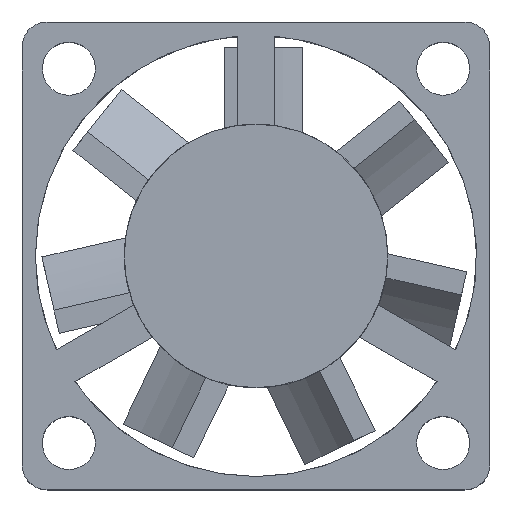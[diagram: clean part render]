
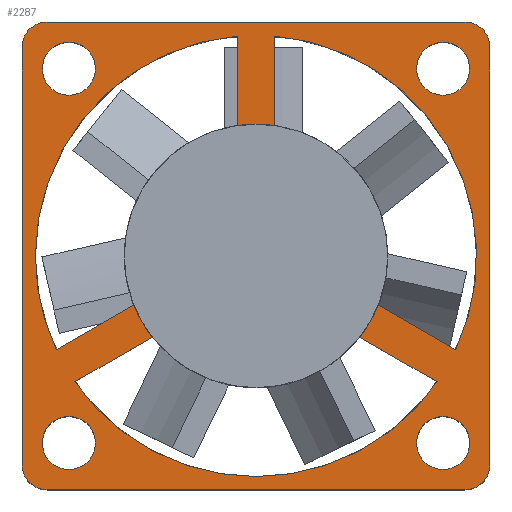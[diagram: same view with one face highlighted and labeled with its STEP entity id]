
A CAD part, top view. The second image highlights one B-rep face of the part: STEP entity #2287.
In plain terms, the highlighted planar face has unit normal (0, 0, 1).
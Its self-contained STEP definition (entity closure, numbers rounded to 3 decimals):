
#47=FACE_BOUND('',#354,.T.);
#48=FACE_BOUND('',#355,.T.);
#49=FACE_BOUND('',#356,.T.);
#50=FACE_BOUND('',#357,.T.);
#51=FACE_BOUND('',#358,.T.);
#109=PLANE('',#2544);
#225=FACE_OUTER_BOUND('',#353,.T.);
#353=EDGE_LOOP('',(#2051,#2052,#2053,#2054,#2055,#2056,#2057,#2058));
#354=EDGE_LOOP('',(#2059,#2060,#2061,#2062,#2063,#2064,#2065,#2066,#2067,
#2068,#2069,#2070,#2071));
#355=EDGE_LOOP('',(#2072));
#356=EDGE_LOOP('',(#2073));
#357=EDGE_LOOP('',(#2074));
#358=EDGE_LOOP('',(#2075));
#489=LINE('',#3831,#684);
#497=LINE('',#3848,#692);
#505=LINE('',#3865,#700);
#521=LINE('',#3903,#716);
#549=LINE('',#3999,#744);
#551=LINE('',#4002,#746);
#553=LINE('',#4005,#748);
#555=LINE('',#4008,#750);
#557=LINE('',#4011,#752);
#559=LINE('',#4014,#754);
#684=VECTOR('',#3006,1000.);
#692=VECTOR('',#3016,1000.);
#700=VECTOR('',#3026,1000.);
#716=VECTOR('',#3054,1000.);
#744=VECTOR('',#3166,1000.);
#746=VECTOR('',#3170,1000.);
#748=VECTOR('',#3174,1000.);
#750=VECTOR('',#3178,1000.);
#752=VECTOR('',#3182,1000.);
#754=VECTOR('',#3186,1000.);
#822=CIRCLE('',#2437,8.45);
#824=CIRCLE('',#2439,8.45);
#828=CIRCLE('',#2443,8.45);
#832=CIRCLE('',#2449,1.7);
#834=CIRCLE('',#2452,1.7);
#836=CIRCLE('',#2455,1.7);
#838=CIRCLE('',#2458,1.7);
#840=CIRCLE('',#2461,14.15);
#842=CIRCLE('',#2463,14.15);
#844=CIRCLE('',#2465,14.15);
#846=CIRCLE('',#2467,14.15);
#877=CIRCLE('',#2537,1.6);
#878=CIRCLE('',#2539,1.6);
#879=CIRCLE('',#2541,1.6);
#880=CIRCLE('',#2543,1.6);
#1003=VERTEX_POINT('',#3727);
#1004=VERTEX_POINT('',#3729);
#1007=VERTEX_POINT('',#3735);
#1008=VERTEX_POINT('',#3737);
#1013=VERTEX_POINT('',#3748);
#1014=VERTEX_POINT('',#3750);
#1018=VERTEX_POINT('',#3762);
#1020=VERTEX_POINT('',#3768);
#1022=VERTEX_POINT('',#3774);
#1024=VERTEX_POINT('',#3780);
#1026=VERTEX_POINT('',#3786);
#1027=VERTEX_POINT('',#3788);
#1030=VERTEX_POINT('',#3794);
#1031=VERTEX_POINT('',#3796);
#1034=VERTEX_POINT('',#3802);
#1035=VERTEX_POINT('',#3804);
#1038=VERTEX_POINT('',#3810);
#1045=VERTEX_POINT('',#3828);
#1046=VERTEX_POINT('',#3830);
#1053=VERTEX_POINT('',#3845);
#1054=VERTEX_POINT('',#3847);
#1061=VERTEX_POINT('',#3862);
#1062=VERTEX_POINT('',#3864);
#1077=VERTEX_POINT('',#3900);
#1078=VERTEX_POINT('',#3902);
#1287=EDGE_CURVE('',#1004,#1003,#822,.T.);
#1291=EDGE_CURVE('',#1008,#1007,#824,.T.);
#1298=EDGE_CURVE('',#1014,#1013,#828,.T.);
#1305=EDGE_CURVE('',#1018,#1018,#832,.T.);
#1308=EDGE_CURVE('',#1020,#1020,#834,.T.);
#1311=EDGE_CURVE('',#1022,#1022,#836,.T.);
#1314=EDGE_CURVE('',#1024,#1024,#838,.T.);
#1317=EDGE_CURVE('',#1027,#1026,#840,.T.);
#1321=EDGE_CURVE('',#1031,#1030,#842,.T.);
#1325=EDGE_CURVE('',#1035,#1034,#844,.T.);
#1329=EDGE_CURVE('',#1026,#1038,#846,.T.);
#1337=EDGE_CURVE('',#1046,#1045,#489,.T.);
#1345=EDGE_CURVE('',#1054,#1053,#497,.T.);
#1353=EDGE_CURVE('',#1062,#1061,#505,.T.);
#1371=EDGE_CURVE('',#1078,#1077,#521,.T.);
#1421=EDGE_CURVE('',#1031,#1007,#549,.T.);
#1423=EDGE_CURVE('',#1034,#1008,#551,.T.);
#1425=EDGE_CURVE('',#1027,#1003,#553,.T.);
#1427=EDGE_CURVE('',#1030,#1004,#555,.T.);
#1429=EDGE_CURVE('',#1035,#1013,#557,.T.);
#1431=EDGE_CURVE('',#1038,#1014,#559,.T.);
#1437=EDGE_CURVE('',#1061,#1054,#877,.T.);
#1438=EDGE_CURVE('',#1045,#1062,#878,.T.);
#1439=EDGE_CURVE('',#1077,#1046,#879,.T.);
#1440=EDGE_CURVE('',#1053,#1078,#880,.T.);
#2051=ORIENTED_EDGE('',*,*,#1345,.T.);
#2052=ORIENTED_EDGE('',*,*,#1440,.T.);
#2053=ORIENTED_EDGE('',*,*,#1371,.T.);
#2054=ORIENTED_EDGE('',*,*,#1439,.T.);
#2055=ORIENTED_EDGE('',*,*,#1337,.T.);
#2056=ORIENTED_EDGE('',*,*,#1438,.T.);
#2057=ORIENTED_EDGE('',*,*,#1353,.T.);
#2058=ORIENTED_EDGE('',*,*,#1437,.T.);
#2059=ORIENTED_EDGE('',*,*,#1287,.T.);
#2060=ORIENTED_EDGE('',*,*,#1425,.F.);
#2061=ORIENTED_EDGE('',*,*,#1317,.T.);
#2062=ORIENTED_EDGE('',*,*,#1329,.T.);
#2063=ORIENTED_EDGE('',*,*,#1431,.T.);
#2064=ORIENTED_EDGE('',*,*,#1298,.T.);
#2065=ORIENTED_EDGE('',*,*,#1429,.F.);
#2066=ORIENTED_EDGE('',*,*,#1325,.T.);
#2067=ORIENTED_EDGE('',*,*,#1423,.T.);
#2068=ORIENTED_EDGE('',*,*,#1291,.T.);
#2069=ORIENTED_EDGE('',*,*,#1421,.F.);
#2070=ORIENTED_EDGE('',*,*,#1321,.T.);
#2071=ORIENTED_EDGE('',*,*,#1427,.T.);
#2072=ORIENTED_EDGE('',*,*,#1308,.T.);
#2073=ORIENTED_EDGE('',*,*,#1305,.T.);
#2074=ORIENTED_EDGE('',*,*,#1311,.T.);
#2075=ORIENTED_EDGE('',*,*,#1314,.T.);
#2287=ADVANCED_FACE('',(#225,#47,#48,#49,#50,#51),#109,.T.);
#2437=AXIS2_PLACEMENT_3D('',#3730,#2911,#2912);
#2439=AXIS2_PLACEMENT_3D('',#3738,#2917,#2918);
#2443=AXIS2_PLACEMENT_3D('',#3751,#2928,#2929);
#2449=AXIS2_PLACEMENT_3D('',#3764,#2943,#2944);
#2452=AXIS2_PLACEMENT_3D('',#3770,#2950,#2951);
#2455=AXIS2_PLACEMENT_3D('',#3776,#2957,#2958);
#2458=AXIS2_PLACEMENT_3D('',#3782,#2964,#2965);
#2461=AXIS2_PLACEMENT_3D('',#3789,#2971,#2972);
#2463=AXIS2_PLACEMENT_3D('',#3797,#2977,#2978);
#2465=AXIS2_PLACEMENT_3D('',#3805,#2983,#2984);
#2467=AXIS2_PLACEMENT_3D('',#3812,#2989,#2990);
#2537=AXIS2_PLACEMENT_3D('',#4025,#3206,#3207);
#2539=AXIS2_PLACEMENT_3D('',#4027,#3210,#3211);
#2541=AXIS2_PLACEMENT_3D('',#4029,#3214,#3215);
#2543=AXIS2_PLACEMENT_3D('',#4031,#3218,#3219);
#2544=AXIS2_PLACEMENT_3D('',#4032,#3220,#3221);
#2911=DIRECTION('center_axis',(0.,0.,-1.));
#2912=DIRECTION('ref_axis',(-1.,0.,0.));
#2917=DIRECTION('center_axis',(0.,0.,-1.));
#2918=DIRECTION('ref_axis',(-1.,0.,0.));
#2928=DIRECTION('center_axis',(0.,0.,-1.));
#2929=DIRECTION('ref_axis',(-1.,0.,0.));
#2943=DIRECTION('center_axis',(0.,0.,-1.));
#2944=DIRECTION('ref_axis',(-1.,0.,0.));
#2950=DIRECTION('center_axis',(0.,0.,-1.));
#2951=DIRECTION('ref_axis',(-1.,0.,0.));
#2957=DIRECTION('center_axis',(0.,0.,-1.));
#2958=DIRECTION('ref_axis',(-1.,0.,0.));
#2964=DIRECTION('center_axis',(0.,0.,-1.));
#2965=DIRECTION('ref_axis',(-1.,0.,0.));
#2971=DIRECTION('center_axis',(0.,0.,-1.));
#2972=DIRECTION('ref_axis',(-1.,0.,0.));
#2977=DIRECTION('center_axis',(0.,0.,-1.));
#2978=DIRECTION('ref_axis',(-1.,0.,0.));
#2983=DIRECTION('center_axis',(0.,0.,-1.));
#2984=DIRECTION('ref_axis',(-1.,0.,0.));
#2989=DIRECTION('center_axis',(0.,0.,-1.));
#2990=DIRECTION('ref_axis',(-1.,0.,0.));
#3006=DIRECTION('',(0.,-1.,0.));
#3016=DIRECTION('',(0.,1.,0.));
#3026=DIRECTION('',(1.,0.,0.));
#3054=DIRECTION('',(-1.,0.,0.));
#3166=DIRECTION('',(-0.866,0.5,0.));
#3170=DIRECTION('',(-0.866,0.5,0.));
#3174=DIRECTION('',(0.866,0.5,0.));
#3178=DIRECTION('',(0.866,0.5,0.));
#3182=DIRECTION('',(0.,-1.,0.));
#3186=DIRECTION('',(0.,-1.,0.));
#3206=DIRECTION('center_axis',(0.,0.,1.));
#3207=DIRECTION('ref_axis',(0.,-1.,0.));
#3210=DIRECTION('center_axis',(0.,0.,1.));
#3211=DIRECTION('ref_axis',(-1.,0.,0.));
#3214=DIRECTION('center_axis',(0.,0.,1.));
#3215=DIRECTION('ref_axis',(0.,1.,0.));
#3218=DIRECTION('center_axis',(0.,0.,1.));
#3219=DIRECTION('ref_axis',(1.,0.,0.));
#3220=DIRECTION('center_axis',(0.,0.,1.));
#3221=DIRECTION('ref_axis',(1.,0.,0.));
#3727=CARTESIAN_POINT('',(-7.84,-3.152,10.34));
#3729=CARTESIAN_POINT('',(-6.65,-5.213,10.34));
#3730=CARTESIAN_POINT('Origin',(0.,0.,10.34));
#3735=CARTESIAN_POINT('',(6.65,-5.213,10.34));
#3737=CARTESIAN_POINT('',(7.84,-3.152,10.34));
#3738=CARTESIAN_POINT('Origin',(0.,0.,10.34));
#3748=CARTESIAN_POINT('',(1.19,8.366,10.34));
#3750=CARTESIAN_POINT('',(-1.19,8.366,10.34));
#3751=CARTESIAN_POINT('Origin',(0.,0.,10.34));
#3762=CARTESIAN_POINT('',(10.3,12.,10.34));
#3764=CARTESIAN_POINT('Origin',(12.,12.,10.34));
#3768=CARTESIAN_POINT('',(-13.7,-12.,10.34));
#3770=CARTESIAN_POINT('Origin',(-12.,-12.,10.34));
#3774=CARTESIAN_POINT('',(10.3,-12.,10.34));
#3776=CARTESIAN_POINT('Origin',(12.,-12.,10.34));
#3780=CARTESIAN_POINT('',(-13.7,12.,10.34));
#3782=CARTESIAN_POINT('Origin',(-12.,12.,10.34));
#3786=CARTESIAN_POINT('',(-14.15,0.,10.34));
#3788=CARTESIAN_POINT('',(-12.806,-6.019,10.34));
#3789=CARTESIAN_POINT('Origin',(0.,0.,10.34));
#3794=CARTESIAN_POINT('',(-11.616,-8.081,10.34));
#3796=CARTESIAN_POINT('',(11.616,-8.081,10.34));
#3797=CARTESIAN_POINT('Origin',(0.,0.,10.34));
#3802=CARTESIAN_POINT('',(12.806,-6.019,10.34));
#3804=CARTESIAN_POINT('',(1.19,14.1,10.34));
#3805=CARTESIAN_POINT('Origin',(0.,0.,10.34));
#3810=CARTESIAN_POINT('',(-1.19,14.1,10.34));
#3812=CARTESIAN_POINT('Origin',(0.,0.,10.34));
#3828=CARTESIAN_POINT('',(-15.,-13.4,10.34));
#3830=CARTESIAN_POINT('',(-15.,13.4,10.34));
#3831=CARTESIAN_POINT('',(-15.,-13.4,10.34));
#3845=CARTESIAN_POINT('',(15.,13.4,10.34));
#3847=CARTESIAN_POINT('',(15.,-13.4,10.34));
#3848=CARTESIAN_POINT('',(15.,13.4,10.34));
#3862=CARTESIAN_POINT('',(13.4,-15.,10.34));
#3864=CARTESIAN_POINT('',(-13.4,-15.,10.34));
#3865=CARTESIAN_POINT('',(13.4,-15.,10.34));
#3900=CARTESIAN_POINT('',(-13.4,15.,10.34));
#3902=CARTESIAN_POINT('',(13.4,15.,10.34));
#3903=CARTESIAN_POINT('',(-13.4,15.,10.34));
#3999=CARTESIAN_POINT('',(11.616,-8.081,10.34));
#4002=CARTESIAN_POINT('',(12.806,-6.019,10.34));
#4005=CARTESIAN_POINT('',(-12.806,-6.019,10.34));
#4008=CARTESIAN_POINT('',(-11.616,-8.081,10.34));
#4011=CARTESIAN_POINT('',(1.19,14.1,10.34));
#4014=CARTESIAN_POINT('',(-1.19,14.1,10.34));
#4025=CARTESIAN_POINT('Origin',(13.4,-13.4,10.34));
#4027=CARTESIAN_POINT('Origin',(-13.4,-13.4,10.34));
#4029=CARTESIAN_POINT('Origin',(-13.4,13.4,10.34));
#4031=CARTESIAN_POINT('Origin',(13.4,13.4,10.34));
#4032=CARTESIAN_POINT('Origin',(0.,0.,10.34));
